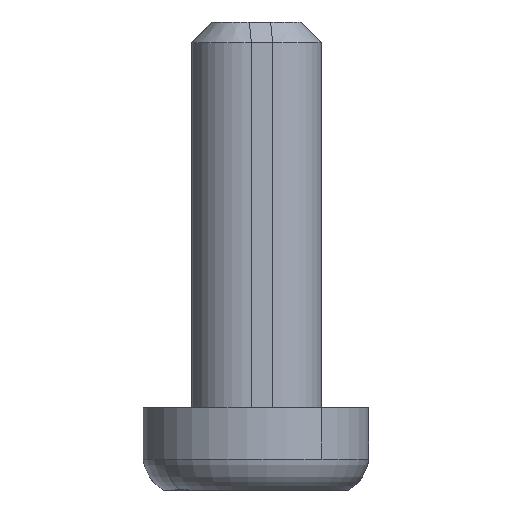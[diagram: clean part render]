
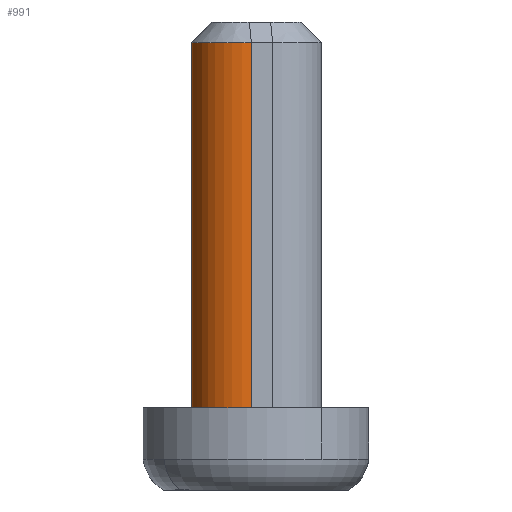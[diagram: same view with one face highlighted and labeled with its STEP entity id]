
A CAD part, front view. The second image highlights one B-rep face of the part: STEP entity #991.
In plain terms, the highlighted cylindrical face has radius 0.673 mm (diameter 1.346 mm), a partial arc.
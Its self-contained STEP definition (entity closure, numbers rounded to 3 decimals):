
#678=CARTESIAN_POINT('',(-0.737,-3.393,-1.6));
#679=VERTEX_POINT('',#678);
#680=CARTESIAN_POINT('',(-0.057,-4.34,-1.6));
#681=VERTEX_POINT('',#680);
#682=CARTESIAN_POINT('',(-0.124,-3.67,-1.6));
#683=DIRECTION('',(0.,0.,1.0));
#684=DIRECTION('',(0.583,-0.812,0.));
#685=AXIS2_PLACEMENT_3D('',#682,#683,#684);
#686=CIRCLE('',#685,0.673);
#687=EDGE_CURVE('',#679,#681,#686,.T.);
#960=CARTESIAN_POINT('',(-0.124,-3.67,3.162));
#961=DIRECTION('',(0.,0.,-1.0));
#962=DIRECTION('',(0.583,-0.812,0.));
#963=AXIS2_PLACEMENT_3D('',#960,#961,#962);
#964=CYLINDRICAL_SURFACE('',#963,0.673);
#965=CARTESIAN_POINT('',(-0.057,-4.34,2.908));
#966=VERTEX_POINT('',#965);
#967=CARTESIAN_POINT('',(-0.057,-4.34,2.908));
#968=DIRECTION('',(0.0,0.0,-1.0));
#969=VECTOR('',#968,4.509);
#970=LINE('',#967,#969);
#971=EDGE_CURVE('',#966,#681,#970,.T.);
#972=ORIENTED_EDGE('',*,*,#971,.F.);
#973=CARTESIAN_POINT('',(-0.737,-3.393,2.908));
#974=VERTEX_POINT('',#973);
#975=CARTESIAN_POINT('',(-0.124,-3.67,2.908));
#976=DIRECTION('',(0.,0.,-1.0));
#977=DIRECTION('',(0.583,-0.812,0.));
#978=AXIS2_PLACEMENT_3D('',#975,#976,#977);
#979=CIRCLE('',#978,0.673);
#980=EDGE_CURVE('',#966,#974,#979,.T.);
#981=ORIENTED_EDGE('',*,*,#980,.T.);
#982=CARTESIAN_POINT('',(-0.737,-3.393,2.908));
#983=DIRECTION('',(0.0,0.0,-1.0));
#984=VECTOR('',#983,4.509);
#985=LINE('',#982,#984);
#986=EDGE_CURVE('',#974,#679,#985,.T.);
#987=ORIENTED_EDGE('',*,*,#986,.T.);
#988=ORIENTED_EDGE('',*,*,#687,.T.);
#989=EDGE_LOOP('',(#972,#981,#987,#988));
#990=FACE_OUTER_BOUND('',#989,.T.);
#991=ADVANCED_FACE('',(#990),#964,.T.);
